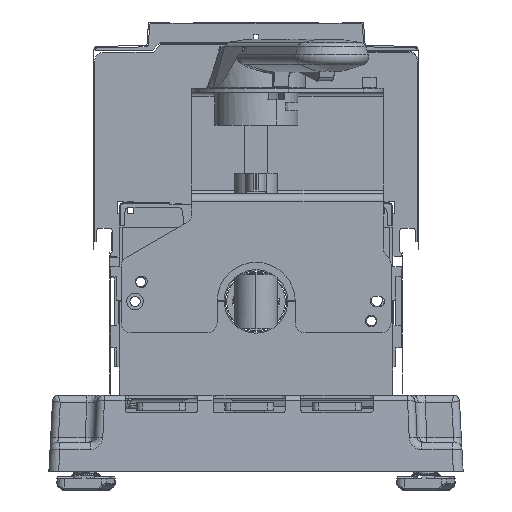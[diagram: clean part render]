
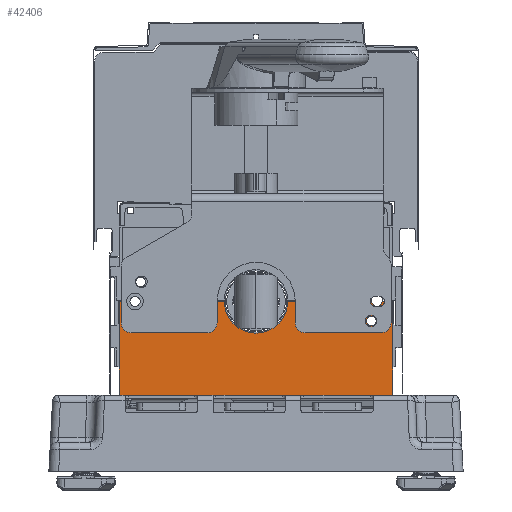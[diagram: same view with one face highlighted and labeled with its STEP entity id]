
A CAD part, front view. The second image highlights one B-rep face of the part: STEP entity #42406.
In plain terms, the highlighted planar face has unit normal (0, -1, 0).
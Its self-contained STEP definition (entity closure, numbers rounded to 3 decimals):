
#664 = VECTOR ( 'NONE', #14759, 1000. ) ;
#1168 = CIRCLE ( 'NONE', #24600, 2.5 ) ;
#1829 = DIRECTION ( 'NONE',  ( 0., 0., 1. ) ) ;
#2118 = CARTESIAN_POINT ( 'NONE',  ( 64.75, 35., 48. ) ) ;
#2128 = CARTESIAN_POINT ( 'NONE',  ( 48.5, 35., 48. ) ) ;
#2277 = VECTOR ( 'NONE', #51925, 1000. ) ;
#2485 = CARTESIAN_POINT ( 'NONE',  ( 118.5, 35., 0. ) ) ;
#2667 = CIRCLE ( 'NONE', #44241, 16.25 ) ;
#3000 = EDGE_CURVE ( 'NONE', #12354, #42846, #51839, .T. ) ;
#3921 = CARTESIAN_POINT ( 'NONE',  ( 32.25, 35., 48. ) ) ;
#4184 = DIRECTION ( 'NONE',  ( 0., 0., 1. ) ) ;
#5639 = ORIENTED_EDGE ( 'NONE', *, *, #17257, .T. ) ;
#5710 = CARTESIAN_POINT ( 'NONE',  ( 113., 35., 48. ) ) ;
#6123 = ORIENTED_EDGE ( 'NONE', *, *, #9771, .F. ) ;
#6215 = ORIENTED_EDGE ( 'NONE', *, *, #58962, .F. ) ;
#7097 = AXIS2_PLACEMENT_3D ( 'NONE', #53411, #24570, #58274 ) ;
#8494 = PLANE ( 'NONE',  #37255 ) ;
#8787 = CIRCLE ( 'NONE', #59362, 2.6 ) ;
#9186 = ORIENTED_EDGE ( 'NONE', *, *, #13241, .F. ) ;
#9771 = EDGE_CURVE ( 'NONE', #62373, #34491, #21175, .T. ) ;
#10381 = CARTESIAN_POINT ( 'NONE',  ( 107.5, 35., 38. ) ) ;
#12228 = FACE_OUTER_BOUND ( 'NONE', #42446, .T. ) ;
#12354 = VERTEX_POINT ( 'NONE', #15816 ) ;
#13241 = EDGE_CURVE ( 'NONE', #12354, #39796, #8787, .T. ) ;
#14759 = DIRECTION ( 'NONE',  ( -1., 0., 0. ) ) ;
#15134 = CARTESIAN_POINT ( 'NONE',  ( -21.5, 35., 48. ) ) ;
#15205 = DIRECTION ( 'NONE',  ( 0., 0., 1. ) ) ;
#15268 = VERTEX_POINT ( 'NONE', #25025 ) ;
#15816 = CARTESIAN_POINT ( 'NONE',  ( 107.8, 35., 48. ) ) ;
#15998 = LINE ( 'NONE', #44893, #40132 ) ;
#17257 = EDGE_CURVE ( 'NONE', #55496, #41400, #51975, .T. ) ;
#17309 = DIRECTION ( 'NONE',  ( 0., 0., -1. ) ) ;
#18132 = DIRECTION ( 'NONE',  ( 0., 0., 1. ) ) ;
#19821 = DIRECTION ( 'NONE',  ( 0., -1., 0. ) ) ;
#20767 = EDGE_CURVE ( 'NONE', #34491, #62373, #1168, .T. ) ;
#20896 = AXIS2_PLACEMENT_3D ( 'NONE', #10381, #44074, #15205 ) ;
#21175 = CIRCLE ( 'NONE', #20896, 2.5 ) ;
#21748 = CARTESIAN_POINT ( 'NONE',  ( 48.5, 35., 48. ) ) ;
#22408 = CARTESIAN_POINT ( 'NONE',  ( 107.5, 35., 35.5 ) ) ;
#22884 = CARTESIAN_POINT ( 'NONE',  ( 48.5, 35., 48. ) ) ;
#23667 = CARTESIAN_POINT ( 'NONE',  ( 118.5, 35., 48. ) ) ;
#24570 = DIRECTION ( 'NONE',  ( 0., 1., 0. ) ) ;
#24600 = AXIS2_PLACEMENT_3D ( 'NONE', #59484, #30660, #1829 ) ;
#25025 = CARTESIAN_POINT ( 'NONE',  ( -21.5, 35., 0. ) ) ;
#25514 = VECTOR ( 'NONE', #52488, 1000. ) ;
#26668 = EDGE_CURVE ( 'NONE', #49826, #50163, #33812, .T. ) ;
#27148 = CARTESIAN_POINT ( 'NONE',  ( 118.5, 35., 48. ) ) ;
#28358 = CARTESIAN_POINT ( 'NONE',  ( -16., 35., 48. ) ) ;
#28415 = VECTOR ( 'NONE', #36375, 1000. ) ;
#30660 = DIRECTION ( 'NONE',  ( 0., -1., 0. ) ) ;
#33000 = DIRECTION ( 'NONE',  ( 0., 1., 0. ) ) ;
#33812 = LINE ( 'NONE', #43055, #25514 ) ;
#33895 = LINE ( 'NONE', #2128, #53436 ) ;
#34491 = VERTEX_POINT ( 'NONE', #22408 ) ;
#36375 = DIRECTION ( 'NONE',  ( -1., 0., 0. ) ) ;
#36522 = EDGE_LOOP ( 'NONE', ( #6123, #60388 ) ) ;
#37255 = AXIS2_PLACEMENT_3D ( 'NONE', #42177, #46980, #18132 ) ;
#39284 = ORIENTED_EDGE ( 'NONE', *, *, #60805, .T. ) ;
#39796 = VERTEX_POINT ( 'NONE', #5710 ) ;
#40132 = VECTOR ( 'NONE', #17309, 1000. ) ;
#40586 = CARTESIAN_POINT ( 'NONE',  ( -10.8, 35., 48. ) ) ;
#41235 = LINE ( 'NONE', #60375, #28415 ) ;
#41400 = VERTEX_POINT ( 'NONE', #15134 ) ;
#42059 = VECTOR ( 'NONE', #47897, 1000. ) ;
#42177 = CARTESIAN_POINT ( 'NONE',  ( 48.5, 35., 48. ) ) ;
#42406 = ADVANCED_FACE ( 'NONE', ( #12228, #52115 ), #8494, .T. ) ;
#42446 = EDGE_LOOP ( 'NONE', ( #9186, #42537, #39284, #58262, #54837, #5639, #61504, #44983, #6215, #51334 ) ) ;
#42537 = ORIENTED_EDGE ( 'NONE', *, *, #3000, .T. ) ;
#42846 = VERTEX_POINT ( 'NONE', #2118 ) ;
#43055 = CARTESIAN_POINT ( 'NONE',  ( 48.5, 35., 48. ) ) ;
#44074 = DIRECTION ( 'NONE',  ( 0., -1., 0. ) ) ;
#44241 = AXIS2_PLACEMENT_3D ( 'NONE', #61816, #33000, #4184 ) ;
#44893 = CARTESIAN_POINT ( 'NONE',  ( -21.5, 35., 48. ) ) ;
#44983 = ORIENTED_EDGE ( 'NONE', *, *, #51109, .F. ) ;
#45501 = DIRECTION ( 'NONE',  ( -1., 0., 0. ) ) ;
#46980 = DIRECTION ( 'NONE',  ( 0., -1., 0. ) ) ;
#47223 = CARTESIAN_POINT ( 'NONE',  ( 107.5, 35., 40.5 ) ) ;
#47897 = DIRECTION ( 'NONE',  ( 0., 0., -1. ) ) ;
#48651 = CARTESIAN_POINT ( 'NONE',  ( 110.4, 35., 48. ) ) ;
#49826 = VERTEX_POINT ( 'NONE', #3921 ) ;
#50163 = VERTEX_POINT ( 'NONE', #40586 ) ;
#51109 = EDGE_CURVE ( 'NONE', #60235, #15268, #41235, .T. ) ;
#51334 = ORIENTED_EDGE ( 'NONE', *, *, #57965, .T. ) ;
#51839 = LINE ( 'NONE', #21748, #664 ) ;
#51925 = DIRECTION ( 'NONE',  ( -1., 0., 0. ) ) ;
#51975 = LINE ( 'NONE', #22884, #2277 ) ;
#52115 = FACE_BOUND ( 'NONE', #36522, .T. ) ;
#52488 = DIRECTION ( 'NONE',  ( -1., 0., 0. ) ) ;
#53411 = CARTESIAN_POINT ( 'NONE',  ( -13.4, 35., 48. ) ) ;
#53436 = VECTOR ( 'NONE', #45501, 1000. ) ;
#53515 = DIRECTION ( 'NONE',  ( 0., 0., 1. ) ) ;
#53627 = VERTEX_POINT ( 'NONE', #27148 ) ;
#54825 = LINE ( 'NONE', #23667, #42059 ) ;
#54837 = ORIENTED_EDGE ( 'NONE', *, *, #55360, .T. ) ;
#55360 = EDGE_CURVE ( 'NONE', #50163, #55496, #61297, .T. ) ;
#55496 = VERTEX_POINT ( 'NONE', #28358 ) ;
#56211 = EDGE_CURVE ( 'NONE', #41400, #15268, #15998, .T. ) ;
#57965 = EDGE_CURVE ( 'NONE', #53627, #39796, #33895, .T. ) ;
#58262 = ORIENTED_EDGE ( 'NONE', *, *, #26668, .T. ) ;
#58274 = DIRECTION ( 'NONE',  ( 0., 0., 1. ) ) ;
#58962 = EDGE_CURVE ( 'NONE', #53627, #60235, #54825, .T. ) ;
#59362 = AXIS2_PLACEMENT_3D ( 'NONE', #48651, #19821, #53515 ) ;
#59484 = CARTESIAN_POINT ( 'NONE',  ( 107.5, 35., 38. ) ) ;
#60235 = VERTEX_POINT ( 'NONE', #2485 ) ;
#60375 = CARTESIAN_POINT ( 'NONE',  ( 48.5, 35., 0. ) ) ;
#60388 = ORIENTED_EDGE ( 'NONE', *, *, #20767, .F. ) ;
#60805 = EDGE_CURVE ( 'NONE', #42846, #49826, #2667, .T. ) ;
#61297 = CIRCLE ( 'NONE', #7097, 2.6 ) ;
#61504 = ORIENTED_EDGE ( 'NONE', *, *, #56211, .T. ) ;
#61816 = CARTESIAN_POINT ( 'NONE',  ( 48.5, 35., 48. ) ) ;
#62373 = VERTEX_POINT ( 'NONE', #47223 ) ;
